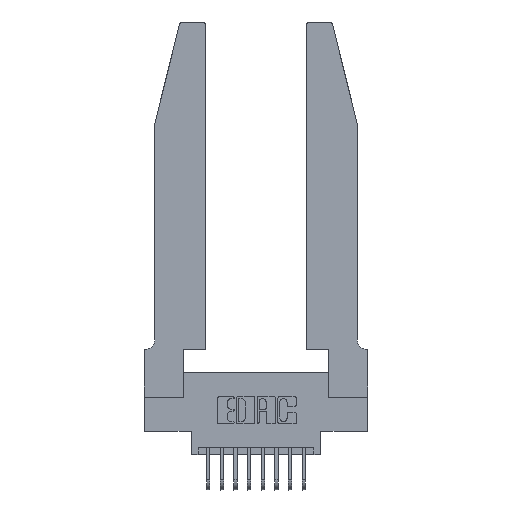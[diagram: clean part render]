
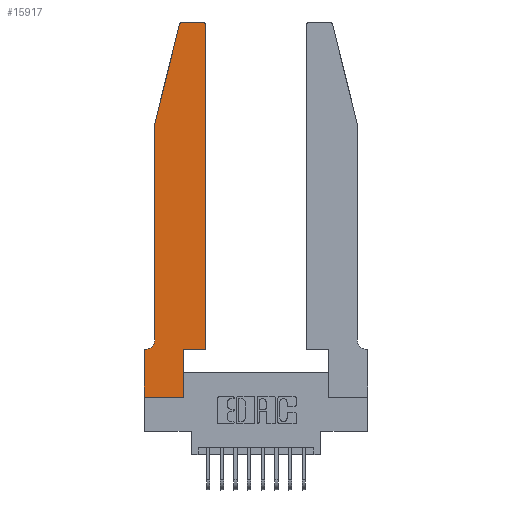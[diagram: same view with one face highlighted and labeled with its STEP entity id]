
A CAD part, top view. The second image highlights one B-rep face of the part: STEP entity #15917.
In plain terms, the highlighted planar face has unit normal (0, 0, 1).
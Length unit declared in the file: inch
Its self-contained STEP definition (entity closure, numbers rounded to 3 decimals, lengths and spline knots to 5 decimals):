
#233 = LINE ( 'NONE', #1232, #3909 ) ;
#472 = CARTESIAN_POINT ( 'NONE',  ( 0.0755, 2., 0.37 ) ) ;
#506 = DIRECTION ( 'NONE',  ( -1., 0., 0. ) ) ;
#555 = AXIS2_PLACEMENT_3D ( 'NONE', #6071, #15473, #7454 ) ;
#567 = CIRCLE ( 'NONE', #3162, 0.07 ) ;
#690 = CARTESIAN_POINT ( 'NONE',  ( 0.2605, 2.75, 0.37 ) ) ;
#788 = VERTEX_POINT ( 'NONE', #6692 ) ;
#1034 = CIRCLE ( 'NONE', #8985, 0.03 ) ;
#1232 = CARTESIAN_POINT ( 'NONE',  ( 0.0755, 2., 0.37 ) ) ;
#1322 = CARTESIAN_POINT ( 'NONE',  ( 0., 0., 0.37 ) ) ;
#1328 = ORIENTED_EDGE ( 'NONE', *, *, #12864, .T. ) ;
#1439 = PLANE ( 'NONE',  #3948 ) ;
#2323 = VECTOR ( 'NONE', #14353, 39.37008 ) ;
#2471 = EDGE_CURVE ( 'NONE', #788, #3258, #15217, .T. ) ;
#2616 = DIRECTION ( 'NONE',  ( 0., 1., 0. ) ) ;
#2778 = CARTESIAN_POINT ( 'NONE',  ( 0., 0.35, 0.37 ) ) ;
#2835 = DIRECTION ( 'NONE',  ( 1., 0., 0. ) ) ;
#3083 = VECTOR ( 'NONE', #16136, 39.37008 ) ;
#3155 = LINE ( 'NONE', #9966, #2323 ) ;
#3162 = AXIS2_PLACEMENT_3D ( 'NONE', #16670, #8729, #506 ) ;
#3258 = VERTEX_POINT ( 'NONE', #8189 ) ;
#3413 = VERTEX_POINT ( 'NONE', #472 ) ;
#3672 = EDGE_CURVE ( 'NONE', #16200, #788, #3155, .T. ) ;
#3888 = VERTEX_POINT ( 'NONE', #14766 ) ;
#3909 = VECTOR ( 'NONE', #8048, 39.37008 ) ;
#3948 = AXIS2_PLACEMENT_3D ( 'NONE', #2778, #10985, #2835 ) ;
#4435 = ORIENTED_EDGE ( 'NONE', *, *, #16898, .T. ) ;
#4519 = ORIENTED_EDGE ( 'NONE', *, *, #3672, .T. ) ;
#4625 = VECTOR ( 'NONE', #7574, 39.37008 ) ;
#4733 = VERTEX_POINT ( 'NONE', #6297 ) ;
#4746 = CARTESIAN_POINT ( 'NONE',  ( 0.0055, 0.35, 0.37 ) ) ;
#4913 = EDGE_LOOP ( 'NONE', ( #12743, #4435, #15042, #7266, #6370, #6899, #17309, #11171, #4519, #12050, #13516, #1328 ) ) ;
#5236 = DIRECTION ( 'NONE',  ( 0., 0., 1. ) ) ;
#5261 = CARTESIAN_POINT ( 'NONE',  ( 0.4205, 2.75, 0.37 ) ) ;
#5414 = VECTOR ( 'NONE', #2616, 39.37008 ) ;
#5710 = CARTESIAN_POINT ( 'NONE',  ( 0.284, 2.75, 0.37 ) ) ;
#5788 = VERTEX_POINT ( 'NONE', #8807 ) ;
#5884 = CIRCLE ( 'NONE', #555, 0.03 ) ;
#6071 = CARTESIAN_POINT ( 'NONE',  ( 0.4205, 2.72, 0.37 ) ) ;
#6148 = VERTEX_POINT ( 'NONE', #1322 ) ;
#6189 = CARTESIAN_POINT ( 'NONE',  ( 0., 0., 0.37 ) ) ;
#6262 = LINE ( 'NONE', #6691, #3083 ) ;
#6297 = CARTESIAN_POINT ( 'NONE',  ( 0.25487, 2.72718, 0.37 ) ) ;
#6305 = CARTESIAN_POINT ( 'NONE',  ( 0.2865, 0., 0.37 ) ) ;
#6364 = CARTESIAN_POINT ( 'NONE',  ( 0., 0., 0.37 ) ) ;
#6370 = ORIENTED_EDGE ( 'NONE', *, *, #7528, .T. ) ;
#6691 = CARTESIAN_POINT ( 'NONE',  ( 0.0755, 0.35, 0.37 ) ) ;
#6692 = CARTESIAN_POINT ( 'NONE',  ( 0.2865, 0.35, 0.37 ) ) ;
#6821 = VERTEX_POINT ( 'NONE', #5710 ) ;
#6899 = ORIENTED_EDGE ( 'NONE', *, *, #13774, .T. ) ;
#7266 = ORIENTED_EDGE ( 'NONE', *, *, #11196, .T. ) ;
#7303 = LINE ( 'NONE', #6364, #9247 ) ;
#7418 = VERTEX_POINT ( 'NONE', #9925 ) ;
#7454 = DIRECTION ( 'NONE',  ( 1., 0., 0. ) ) ;
#7528 = EDGE_CURVE ( 'NONE', #7418, #10482, #567, .T. ) ;
#7565 = EDGE_CURVE ( 'NONE', #13098, #6821, #16800, .T. ) ;
#7574 = DIRECTION ( 'NONE',  ( 1., 0., 0. ) ) ;
#7886 = EDGE_CURVE ( 'NONE', #4733, #3413, #9561, .T. ) ;
#8048 = DIRECTION ( 'NONE',  ( 0., -1., 0. ) ) ;
#8189 = CARTESIAN_POINT ( 'NONE',  ( 0.4505, 0.35, 0.37 ) ) ;
#8243 = LINE ( 'NONE', #6189, #4625 ) ;
#8549 = VECTOR ( 'NONE', #9425, 39.37008 ) ;
#8729 = DIRECTION ( 'NONE',  ( 0., 0., -1. ) ) ;
#8807 = CARTESIAN_POINT ( 'NONE',  ( 0.4505, 2.72, 0.37 ) ) ;
#8985 = AXIS2_PLACEMENT_3D ( 'NONE', #13337, #5236, #14643 ) ;
#9247 = VECTOR ( 'NONE', #15766, 39.37008 ) ;
#9404 = CARTESIAN_POINT ( 'NONE',  ( 0.4505, 0.35, 0.37 ) ) ;
#9425 = DIRECTION ( 'NONE',  ( 1., 0., 0. ) ) ;
#9561 = LINE ( 'NONE', #13682, #16188 ) ;
#9925 = CARTESIAN_POINT ( 'NONE',  ( 0.0755, 0.42, 0.37 ) ) ;
#9966 = CARTESIAN_POINT ( 'NONE',  ( 0.2865, 0.35, 0.37 ) ) ;
#10482 = VERTEX_POINT ( 'NONE', #4746 ) ;
#10573 = EDGE_CURVE ( 'NONE', #3888, #6148, #7303, .T. ) ;
#10985 = DIRECTION ( 'NONE',  ( 0., 0., 1. ) ) ;
#11171 = ORIENTED_EDGE ( 'NONE', *, *, #12970, .T. ) ;
#11196 = EDGE_CURVE ( 'NONE', #3413, #7418, #233, .T. ) ;
#11795 = LINE ( 'NONE', #14743, #5414 ) ;
#12050 = ORIENTED_EDGE ( 'NONE', *, *, #2471, .T. ) ;
#12743 = ORIENTED_EDGE ( 'NONE', *, *, #7565, .T. ) ;
#12767 = FACE_OUTER_BOUND ( 'NONE', #4913, .T. ) ;
#12827 = DIRECTION ( 'NONE',  ( -1., 0., 0. ) ) ;
#12864 = EDGE_CURVE ( 'NONE', #5788, #13098, #5884, .T. ) ;
#12970 = EDGE_CURVE ( 'NONE', #6148, #16200, #8243, .T. ) ;
#13098 = VERTEX_POINT ( 'NONE', #5261 ) ;
#13337 = CARTESIAN_POINT ( 'NONE',  ( 0.284, 2.72, 0.37 ) ) ;
#13516 = ORIENTED_EDGE ( 'NONE', *, *, #14403, .T. ) ;
#13632 = DIRECTION ( 'NONE',  ( -0.239, -0.971, 0. ) ) ;
#13682 = CARTESIAN_POINT ( 'NONE',  ( 0.0755, 2., 0.37 ) ) ;
#13733 = VECTOR ( 'NONE', #12827, 39.37008 ) ;
#13774 = EDGE_CURVE ( 'NONE', #10482, #3888, #6262, .T. ) ;
#14353 = DIRECTION ( 'NONE',  ( 0., 1., 0. ) ) ;
#14403 = EDGE_CURVE ( 'NONE', #3258, #5788, #11795, .T. ) ;
#14643 = DIRECTION ( 'NONE',  ( 1., 0., 0. ) ) ;
#14743 = CARTESIAN_POINT ( 'NONE',  ( 0.4505, 0.35, 0.37 ) ) ;
#14766 = CARTESIAN_POINT ( 'NONE',  ( 0., 0.35, 0.37 ) ) ;
#15042 = ORIENTED_EDGE ( 'NONE', *, *, #7886, .T. ) ;
#15217 = LINE ( 'NONE', #9404, #8549 ) ;
#15473 = DIRECTION ( 'NONE',  ( 0., 0., 1. ) ) ;
#15766 = DIRECTION ( 'NONE',  ( 0., -1., 0. ) ) ;
#15917 = ADVANCED_FACE ( 'NONE', ( #12767 ), #1439, .T. ) ;
#16136 = DIRECTION ( 'NONE',  ( -1., 0., 0. ) ) ;
#16188 = VECTOR ( 'NONE', #13632, 39.37008 ) ;
#16200 = VERTEX_POINT ( 'NONE', #6305 ) ;
#16670 = CARTESIAN_POINT ( 'NONE',  ( 0.0055, 0.42, 0.37 ) ) ;
#16800 = LINE ( 'NONE', #690, #13733 ) ;
#16898 = EDGE_CURVE ( 'NONE', #6821, #4733, #1034, .T. ) ;
#17309 = ORIENTED_EDGE ( 'NONE', *, *, #10573, .T. ) ;
